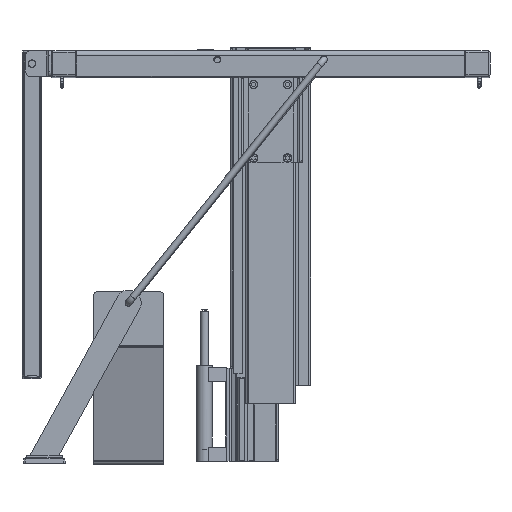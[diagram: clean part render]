
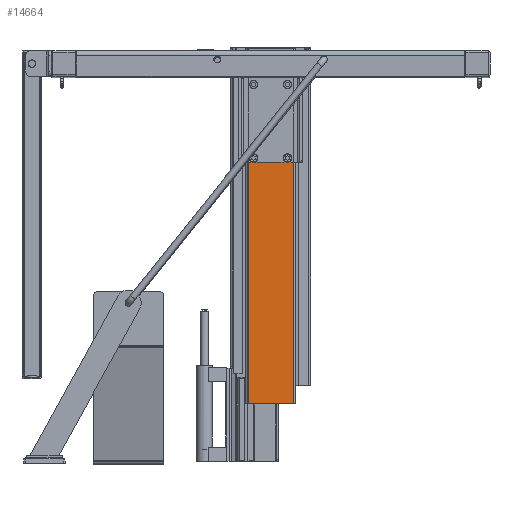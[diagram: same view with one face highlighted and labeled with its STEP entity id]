
A CAD part, top view. The second image highlights one B-rep face of the part: STEP entity #14664.
In plain terms, the highlighted face is planar.
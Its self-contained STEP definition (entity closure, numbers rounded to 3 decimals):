
#625=FACE_BOUND('',#2707,.T.);
#626=FACE_BOUND('',#2708,.T.);
#1008=CIRCLE('',#15926,3.);
#1009=CIRCLE('',#15928,3.);
#1010=CIRCLE('',#15930,2.);
#1011=CIRCLE('',#15933,3.25);
#1012=CIRCLE('',#15936,2.);
#1013=CIRCLE('',#15939,2.);
#1014=CIRCLE('',#15942,3.25);
#1015=CIRCLE('',#15945,2.);
#1780=FACE_OUTER_BOUND('',#2706,.T.);
#2706=EDGE_LOOP('',(#11417,#11418,#11419,#11420,#11421,#11422,#11423,#11424,
#11425,#11426,#11427,#11428,#11429,#11430,#11431,#11432));
#2707=EDGE_LOOP('',(#11433));
#2708=EDGE_LOOP('',(#11434));
#3764=LINE('',#23549,#5139);
#3768=LINE('',#23558,#5143);
#3771=LINE('',#23566,#5146);
#3773=LINE('',#23573,#5148);
#3777=LINE('',#23582,#5152);
#3779=LINE('',#23589,#5154);
#3782=LINE('',#23595,#5157);
#3783=LINE('',#23598,#5158);
#3807=LINE('',#23708,#5182);
#3864=LINE('',#23913,#5239);
#5139=VECTOR('',#18655,10.);
#5143=VECTOR('',#18665,10.);
#5146=VECTOR('',#18674,10.);
#5148=VECTOR('',#18682,10.);
#5152=VECTOR('',#18692,10.);
#5154=VECTOR('',#18700,10.);
#5157=VECTOR('',#18705,10.);
#5158=VECTOR('',#18710,10.);
#5182=VECTOR('',#18808,10.);
#5239=VECTOR('',#19043,10.);
#6471=VERTEX_POINT('',#23064);
#6562=VERTEX_POINT('',#23534);
#6563=VERTEX_POINT('',#23538);
#6564=VERTEX_POINT('',#23542);
#6565=VERTEX_POINT('',#23544);
#6566=VERTEX_POINT('',#23548);
#6567=VERTEX_POINT('',#23552);
#6568=VERTEX_POINT('',#23556);
#6569=VERTEX_POINT('',#23560);
#6570=VERTEX_POINT('',#23564);
#6571=VERTEX_POINT('',#23568);
#6572=VERTEX_POINT('',#23572);
#6573=VERTEX_POINT('',#23576);
#6574=VERTEX_POINT('',#23580);
#6575=VERTEX_POINT('',#23584);
#6576=VERTEX_POINT('',#23588);
#6577=VERTEX_POINT('',#23592);
#6578=VERTEX_POINT('',#23594);
#8173=EDGE_CURVE('',#6562,#6562,#1008,.T.);
#8175=EDGE_CURVE('',#6563,#6563,#1009,.T.);
#8178=EDGE_CURVE('',#6565,#6564,#1010,.T.);
#8180=EDGE_CURVE('',#6566,#6565,#3764,.T.);
#8182=EDGE_CURVE('',#6567,#6566,#1011,.T.);
#8185=EDGE_CURVE('',#6568,#6567,#3768,.T.);
#8186=EDGE_CURVE('',#6569,#6568,#1012,.T.);
#8189=EDGE_CURVE('',#6570,#6569,#3771,.T.);
#8190=EDGE_CURVE('',#6571,#6570,#1013,.T.);
#8192=EDGE_CURVE('',#6572,#6571,#3773,.T.);
#8194=EDGE_CURVE('',#6573,#6572,#1014,.T.);
#8197=EDGE_CURVE('',#6574,#6573,#3777,.T.);
#8198=EDGE_CURVE('',#6575,#6574,#1015,.T.);
#8200=EDGE_CURVE('',#6576,#6575,#3779,.T.);
#8203=EDGE_CURVE('',#6577,#6578,#3782,.T.);
#8205=EDGE_CURVE('',#6564,#6471,#3783,.T.);
#8248=EDGE_CURVE('',#6578,#6471,#3807,.T.);
#8355=EDGE_CURVE('',#6577,#6576,#3864,.T.);
#11417=ORIENTED_EDGE('',*,*,#8205,.T.);
#11418=ORIENTED_EDGE('',*,*,#8248,.F.);
#11419=ORIENTED_EDGE('',*,*,#8203,.F.);
#11420=ORIENTED_EDGE('',*,*,#8355,.T.);
#11421=ORIENTED_EDGE('',*,*,#8200,.T.);
#11422=ORIENTED_EDGE('',*,*,#8198,.T.);
#11423=ORIENTED_EDGE('',*,*,#8197,.T.);
#11424=ORIENTED_EDGE('',*,*,#8194,.T.);
#11425=ORIENTED_EDGE('',*,*,#8192,.T.);
#11426=ORIENTED_EDGE('',*,*,#8190,.T.);
#11427=ORIENTED_EDGE('',*,*,#8189,.T.);
#11428=ORIENTED_EDGE('',*,*,#8186,.T.);
#11429=ORIENTED_EDGE('',*,*,#8185,.T.);
#11430=ORIENTED_EDGE('',*,*,#8182,.T.);
#11431=ORIENTED_EDGE('',*,*,#8180,.T.);
#11432=ORIENTED_EDGE('',*,*,#8178,.T.);
#11433=ORIENTED_EDGE('',*,*,#8175,.T.);
#11434=ORIENTED_EDGE('',*,*,#8173,.T.);
#13959=PLANE('',#16075);
#14664=ADVANCED_FACE('',(#1780,#625,#626),#13959,.F.);
#15926=AXIS2_PLACEMENT_3D('',#23535,#18639,#18640);
#15928=AXIS2_PLACEMENT_3D('',#23539,#18644,#18645);
#15930=AXIS2_PLACEMENT_3D('',#23545,#18650,#18651);
#15933=AXIS2_PLACEMENT_3D('',#23553,#18659,#18660);
#15936=AXIS2_PLACEMENT_3D('',#23561,#18668,#18669);
#15939=AXIS2_PLACEMENT_3D('',#23569,#18677,#18678);
#15942=AXIS2_PLACEMENT_3D('',#23577,#18686,#18687);
#15945=AXIS2_PLACEMENT_3D('',#23585,#18695,#18696);
#16075=AXIS2_PLACEMENT_3D('',#23912,#19041,#19042);
#18639=DIRECTION('center_axis',(0.,-1.,0.));
#18640=DIRECTION('ref_axis',(0.,0.,-1.));
#18644=DIRECTION('center_axis',(0.,-1.,0.));
#18645=DIRECTION('ref_axis',(0.,0.,-1.));
#18650=DIRECTION('center_axis',(0.,-1.,0.));
#18651=DIRECTION('ref_axis',(-0.707,0.,-0.707));
#18655=DIRECTION('',(0.,0.,-1.));
#18659=DIRECTION('center_axis',(0.,1.,0.));
#18660=DIRECTION('ref_axis',(-1.,0.,0.));
#18665=DIRECTION('',(0.,0.,1.));
#18668=DIRECTION('center_axis',(0.,-1.,0.));
#18669=DIRECTION('ref_axis',(0.707,0.,-0.707));
#18674=DIRECTION('',(1.,0.,0.));
#18677=DIRECTION('center_axis',(0.,-1.,0.));
#18678=DIRECTION('ref_axis',(-0.707,0.,-0.707));
#18682=DIRECTION('',(0.,0.,-1.));
#18686=DIRECTION('center_axis',(0.,1.,0.));
#18687=DIRECTION('ref_axis',(-1.,0.,0.));
#18692=DIRECTION('',(0.,0.,1.));
#18695=DIRECTION('center_axis',(0.,-1.,0.));
#18696=DIRECTION('ref_axis',(0.707,0.,-0.707));
#18700=DIRECTION('',(1.,0.,0.));
#18705=DIRECTION('',(1.,0.,0.));
#18710=DIRECTION('',(1.,0.,0.));
#18808=DIRECTION('',(0.,0.,1.));
#19041=DIRECTION('center_axis',(0.,-1.,0.));
#19042=DIRECTION('ref_axis',(0.,0.,-1.));
#19043=DIRECTION('',(0.,0.,1.));
#23064=CARTESIAN_POINT('',(26.7,656.,285.));
#23534=CARTESIAN_POINT('',(-20.,656.,293.));
#23535=CARTESIAN_POINT('Origin',(-20.,656.,290.));
#23538=CARTESIAN_POINT('',(20.,656.,293.));
#23539=CARTESIAN_POINT('Origin',(20.,656.,290.));
#23542=CARTESIAN_POINT('',(25.25,656.,285.));
#23544=CARTESIAN_POINT('',(23.25,656.,287.));
#23545=CARTESIAN_POINT('Origin',(25.25,656.,287.));
#23548=CARTESIAN_POINT('',(23.25,656.,290.));
#23549=CARTESIAN_POINT('',(23.25,656.,247.25));
#23552=CARTESIAN_POINT('',(16.75,656.,290.));
#23553=CARTESIAN_POINT('Origin',(20.,656.,290.));
#23556=CARTESIAN_POINT('',(16.75,656.,287.));
#23558=CARTESIAN_POINT('',(16.75,656.,250.));
#23560=CARTESIAN_POINT('',(14.75,656.,285.));
#23561=CARTESIAN_POINT('Origin',(14.75,656.,287.));
#23564=CARTESIAN_POINT('',(-14.75,656.,285.));
#23566=CARTESIAN_POINT('',(-18.75,656.,285.));
#23568=CARTESIAN_POINT('',(-16.75,656.,287.));
#23569=CARTESIAN_POINT('Origin',(-14.75,656.,287.));
#23572=CARTESIAN_POINT('',(-16.75,656.,290.));
#23573=CARTESIAN_POINT('',(-16.75,656.,247.25));
#23576=CARTESIAN_POINT('',(-23.25,656.,290.));
#23577=CARTESIAN_POINT('Origin',(-20.,656.,290.));
#23580=CARTESIAN_POINT('',(-23.25,656.,287.));
#23582=CARTESIAN_POINT('',(-23.25,656.,250.));
#23584=CARTESIAN_POINT('',(-25.25,656.,285.));
#23585=CARTESIAN_POINT('Origin',(-25.25,656.,287.));
#23588=CARTESIAN_POINT('',(-26.7,656.,285.));
#23589=CARTESIAN_POINT('',(-18.75,656.,285.));
#23592=CARTESIAN_POINT('',(-26.7,656.,0.));
#23594=CARTESIAN_POINT('',(26.7,656.,0.));
#23595=CARTESIAN_POINT('',(29.37,656.,0.));
#23598=CARTESIAN_POINT('',(-18.75,656.,285.));
#23708=CARTESIAN_POINT('',(26.7,656.,210.));
#23912=CARTESIAN_POINT('Origin',(0.,656.,210.));
#23913=CARTESIAN_POINT('',(-26.7,656.,210.));
